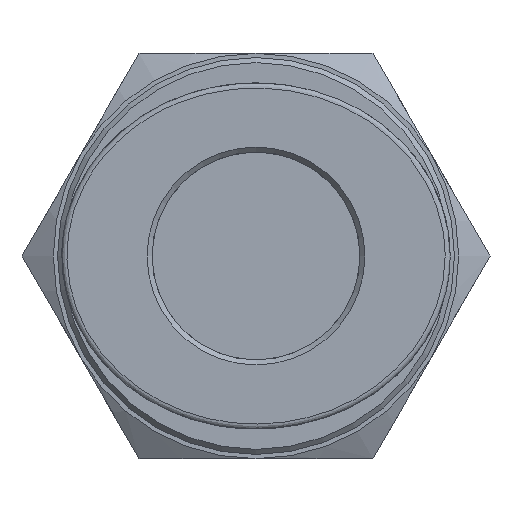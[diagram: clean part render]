
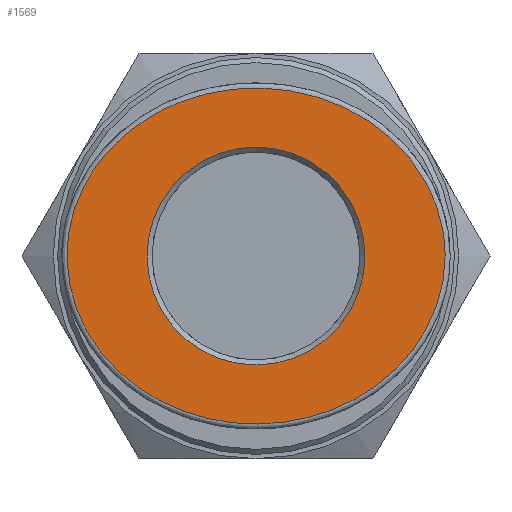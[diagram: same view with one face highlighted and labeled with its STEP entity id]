
A CAD part, left-side view. The second image highlights one B-rep face of the part: STEP entity #1569.
In plain terms, the highlighted face is planar.
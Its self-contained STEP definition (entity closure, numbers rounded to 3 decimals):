
#1527=CARTESIAN_POINT('',(6.45,5.,0.));
#1528=VERTEX_POINT('',#1527);
#1529=CARTESIAN_POINT('',(0.,5.0,0.0));
#1530=DIRECTION('',(0.0,1.0,0.0));
#1531=DIRECTION('',(-1.0,0.0,0.0));
#1532=AXIS2_PLACEMENT_3D('',#1529,#1530,#1531);
#1533=CIRCLE('',#1532,6.45);
#1534=EDGE_CURVE('',#1528,#1528,#1533,.T.);
#1539=CARTESIAN_POINT('',(0.,5.0,0.));
#1540=DIRECTION('',(0.0,-1.0,0.0));
#1541=DIRECTION('',(0.0,0.0,-1.0));
#1542=AXIS2_PLACEMENT_3D('',#1539,#1540,#1541);
#1543=PLANE('',#1542);
#1544=CARTESIAN_POINT('',(11.2,5.,0.));
#1545=VERTEX_POINT('',#1544);
#1546=CARTESIAN_POINT('',(11.201,5.,0.));
#1547=CARTESIAN_POINT('',(11.201,5.,1.58));
#1548=CARTESIAN_POINT('',(10.318,5.,4.741));
#1549=CARTESIAN_POINT('',(5.775,5.,9.406));
#1550=CARTESIAN_POINT('',(-0.931,5.,10.629));
#1551=CARTESIAN_POINT('',(-6.906,5.,8.233));
#1552=CARTESIAN_POINT('',(-10.712,5.,4.355));
#1553=CARTESIAN_POINT('',(-11.642,5.,-0.596));
#1554=CARTESIAN_POINT('',(-9.736,5.,-5.64));
#1555=CARTESIAN_POINT('',(-6.433,5.,-8.538));
#1556=CARTESIAN_POINT('',(-0.366,5.,-10.522));
#1557=CARTESIAN_POINT('',(5.772,5.,-9.409));
#1558=CARTESIAN_POINT('',(10.319,5.,-4.74));
#1559=CARTESIAN_POINT('',(11.201,5.,-1.58));
#1560=CARTESIAN_POINT('',(11.201,5.,0.));
#1561=B_SPLINE_CURVE_WITH_KNOTS('',3,(#1546,#1547,#1548,#1549,#1550,#1551,#1552,#1553,#1554,#1555,#1556,#1557,#1558,#1559,#1560),.UNSPECIFIED.,.T.,.U.,(4,1,1,1,1,1,1,1,1,1,1,1,4),(-3.142,-2.693,-2.244,-1.346,-0.898,-0.449,0.15,0.449,1.047,1.346,2.244,2.693,3.142),.UNSPECIFIED.);
#1562=EDGE_CURVE('',#1545,#1545,#1561,.T.);
#1563=ORIENTED_EDGE('',*,*,#1562,.F.);
#1564=EDGE_LOOP('',(#1563));
#1565=FACE_OUTER_BOUND('',#1564,.T.);
#1566=ORIENTED_EDGE('',*,*,#1534,.F.);
#1567=EDGE_LOOP('',(#1566));
#1568=FACE_BOUND('',#1567,.T.);
#1569=ADVANCED_FACE('',(#1565,#1568),#1543,.F.);
